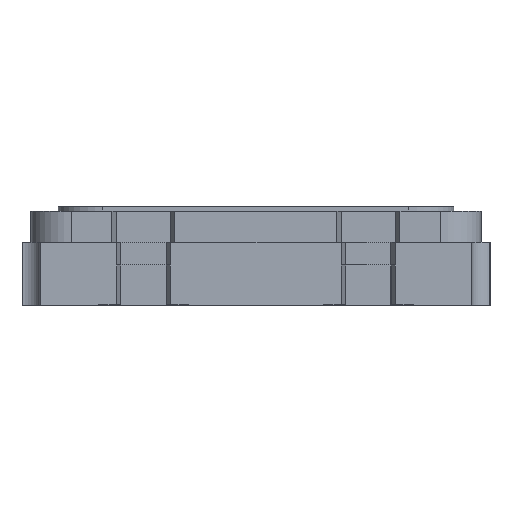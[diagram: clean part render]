
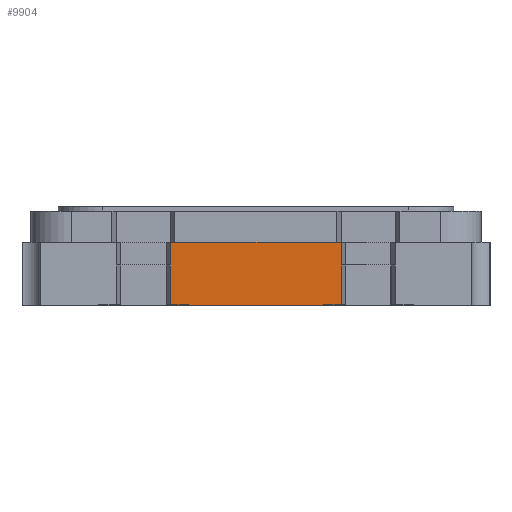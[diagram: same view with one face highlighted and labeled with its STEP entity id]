
A CAD part, left-side view. The second image highlights one B-rep face of the part: STEP entity #9904.
In plain terms, the highlighted planar face has unit normal (-1, 0, 0).
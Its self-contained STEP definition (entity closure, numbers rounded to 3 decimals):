
#48 = CARTESIAN_POINT ( 'NONE',  ( -3.6, 0.95, 0.7 ) ) ;
#371 = ORIENTED_EDGE ( 'NONE', *, *, #6622, .F. ) ;
#848 = CARTESIAN_POINT ( 'NONE',  ( -3.6, -0.949, 0.45 ) ) ;
#865 = VERTEX_POINT ( 'NONE', #11430 ) ;
#906 = EDGE_CURVE ( 'NONE', #865, #9083, #4131, .T. ) ;
#941 = CARTESIAN_POINT ( 'NONE',  ( -3.6, 0.95, 0.7 ) ) ;
#1324 = LINE ( 'NONE', #7006, #10397 ) ;
#1440 = LINE ( 'NONE', #8053, #6191 ) ;
#1466 = DIRECTION ( 'NONE',  ( 0., 0., -1. ) ) ;
#1531 = ORIENTED_EDGE ( 'NONE', *, *, #3169, .F. ) ;
#1597 = VECTOR ( 'NONE', #2671, 1000. ) ;
#1649 = DIRECTION ( 'NONE',  ( 0., 0., 1. ) ) ;
#1693 = EDGE_CURVE ( 'NONE', #2746, #9083, #5240, .T. ) ;
#1713 = ORIENTED_EDGE ( 'NONE', *, *, #906, .F. ) ;
#1725 = VECTOR ( 'NONE', #7104, 1000. ) ;
#1977 = DIRECTION ( 'NONE',  ( 1., 0., 0. ) ) ;
#1992 = CARTESIAN_POINT ( 'NONE',  ( -3.6, -0.75, 0.01 ) ) ;
#1995 = DIRECTION ( 'NONE',  ( 0., 0., 1. ) ) ;
#2120 = CARTESIAN_POINT ( 'NONE',  ( -3.6, 0.75, 0.7 ) ) ;
#2174 = CARTESIAN_POINT ( 'NONE',  ( -3.6, 0.95, 0.45 ) ) ;
#2275 = VERTEX_POINT ( 'NONE', #848 ) ;
#2422 = VECTOR ( 'NONE', #1649, 1000. ) ;
#2671 = DIRECTION ( 'NONE',  ( 0., 1., 0. ) ) ;
#2746 = VERTEX_POINT ( 'NONE', #48 ) ;
#2766 = ORIENTED_EDGE ( 'NONE', *, *, #8056, .F. ) ;
#2784 = CARTESIAN_POINT ( 'NONE',  ( -3.6, -0.95, 0.45 ) ) ;
#2792 = ORIENTED_EDGE ( 'NONE', *, *, #11704, .F. ) ;
#3096 = DIRECTION ( 'NONE',  ( 0., 1., 0. ) ) ;
#3169 = EDGE_CURVE ( 'NONE', #9103, #12162, #5085, .T. ) ;
#3171 = CARTESIAN_POINT ( 'NONE',  ( -3.6, 0.75, 0.01 ) ) ;
#3240 = CARTESIAN_POINT ( 'NONE',  ( -3.6, 0., 0.45 ) ) ;
#3619 = EDGE_CURVE ( 'NONE', #9807, #2275, #4930, .T. ) ;
#3670 = LINE ( 'NONE', #11947, #1597 ) ;
#3772 = LINE ( 'NONE', #6500, #7445 ) ;
#3880 = ORIENTED_EDGE ( 'NONE', *, *, #1693, .T. ) ;
#3966 = CARTESIAN_POINT ( 'NONE',  ( -3.6, 0.95, 0. ) ) ;
#4076 = ORIENTED_EDGE ( 'NONE', *, *, #7198, .T. ) ;
#4131 = LINE ( 'NONE', #7178, #6107 ) ;
#4324 = EDGE_CURVE ( 'NONE', #12048, #9850, #5017, .T. ) ;
#4363 = VERTEX_POINT ( 'NONE', #9621 ) ;
#4474 = LINE ( 'NONE', #8246, #2422 ) ;
#4930 = LINE ( 'NONE', #3240, #6778 ) ;
#5017 = LINE ( 'NONE', #3966, #10541 ) ;
#5085 = LINE ( 'NONE', #9874, #5667 ) ;
#5153 = DIRECTION ( 'NONE',  ( 0., 0., -1. ) ) ;
#5240 = LINE ( 'NONE', #9033, #12206 ) ;
#5253 = EDGE_CURVE ( 'NONE', #4363, #9807, #1324, .T. ) ;
#5275 = DIRECTION ( 'NONE',  ( 0., 0., -1. ) ) ;
#5624 = ORIENTED_EDGE ( 'NONE', *, *, #7019, .F. ) ;
#5667 = VECTOR ( 'NONE', #7182, 1000. ) ;
#5821 = EDGE_LOOP ( 'NONE', ( #7058, #9208, #4076, #3880, #1713, #2766, #1531, #10653, #7553, #371, #5624, #2792 ) ) ;
#6049 = CARTESIAN_POINT ( 'NONE',  ( -3.6, 0.949, 0.01 ) ) ;
#6107 = VECTOR ( 'NONE', #11855, 1000. ) ;
#6191 = VECTOR ( 'NONE', #11922, 1000. ) ;
#6500 = CARTESIAN_POINT ( 'NONE',  ( -3.6, -0.949, 0.7 ) ) ;
#6622 = EDGE_CURVE ( 'NONE', #6742, #12048, #9042, .T. ) ;
#6742 = VERTEX_POINT ( 'NONE', #1992 ) ;
#6778 = VECTOR ( 'NONE', #9714, 1000. ) ;
#7006 = CARTESIAN_POINT ( 'NONE',  ( -3.6, -0.95, 0.7 ) ) ;
#7019 = EDGE_CURVE ( 'NONE', #9087, #6742, #3670, .T. ) ;
#7058 = ORIENTED_EDGE ( 'NONE', *, *, #3619, .F. ) ;
#7104 = DIRECTION ( 'NONE',  ( 0., 0., -1. ) ) ;
#7178 = CARTESIAN_POINT ( 'NONE',  ( -3.6, 0., 0.45 ) ) ;
#7182 = DIRECTION ( 'NONE',  ( 0., 1., 0. ) ) ;
#7198 = EDGE_CURVE ( 'NONE', #4363, #2746, #1440, .T. ) ;
#7445 = VECTOR ( 'NONE', #11368, 1000. ) ;
#7518 = AXIS2_PLACEMENT_3D ( 'NONE', #941, #1977, #5275 ) ;
#7553 = ORIENTED_EDGE ( 'NONE', *, *, #4324, .F. ) ;
#7621 = EDGE_CURVE ( 'NONE', #9850, #9103, #7843, .T. ) ;
#7843 = LINE ( 'NONE', #2120, #11588 ) ;
#8053 = CARTESIAN_POINT ( 'NONE',  ( -3.6, -2.6, 0.7 ) ) ;
#8056 = EDGE_CURVE ( 'NONE', #12162, #865, #4474, .T. ) ;
#8088 = CARTESIAN_POINT ( 'NONE',  ( -3.6, -0.75, 0.45 ) ) ;
#8246 = CARTESIAN_POINT ( 'NONE',  ( -3.6, 0.949, 0.7 ) ) ;
#8848 = CARTESIAN_POINT ( 'NONE',  ( -3.6, -0.75, 0. ) ) ;
#8957 = CARTESIAN_POINT ( 'NONE',  ( -3.6, -0.949, 0.01 ) ) ;
#9033 = CARTESIAN_POINT ( 'NONE',  ( -3.6, 0.95, 0.7 ) ) ;
#9042 = LINE ( 'NONE', #8088, #1725 ) ;
#9083 = VERTEX_POINT ( 'NONE', #2174 ) ;
#9087 = VERTEX_POINT ( 'NONE', #8957 ) ;
#9103 = VERTEX_POINT ( 'NONE', #3171 ) ;
#9208 = ORIENTED_EDGE ( 'NONE', *, *, #5253, .F. ) ;
#9445 = FACE_OUTER_BOUND ( 'NONE', #5821, .T. ) ;
#9506 = PLANE ( 'NONE',  #7518 ) ;
#9621 = CARTESIAN_POINT ( 'NONE',  ( -3.6, -0.95, 0.7 ) ) ;
#9714 = DIRECTION ( 'NONE',  ( 0., 1., 0. ) ) ;
#9807 = VERTEX_POINT ( 'NONE', #2784 ) ;
#9850 = VERTEX_POINT ( 'NONE', #10372 ) ;
#9874 = CARTESIAN_POINT ( 'NONE',  ( -3.6, 0.95, 0.01 ) ) ;
#9904 = ADVANCED_FACE ( 'NONE', ( #9445 ), #9506, .F. ) ;
#10372 = CARTESIAN_POINT ( 'NONE',  ( -3.6, 0.75, 0. ) ) ;
#10397 = VECTOR ( 'NONE', #5153, 1000. ) ;
#10541 = VECTOR ( 'NONE', #3096, 1000. ) ;
#10653 = ORIENTED_EDGE ( 'NONE', *, *, #7621, .F. ) ;
#11368 = DIRECTION ( 'NONE',  ( 0., 0., -1. ) ) ;
#11430 = CARTESIAN_POINT ( 'NONE',  ( -3.6, 0.949, 0.45 ) ) ;
#11588 = VECTOR ( 'NONE', #1995, 1000. ) ;
#11704 = EDGE_CURVE ( 'NONE', #2275, #9087, #3772, .T. ) ;
#11855 = DIRECTION ( 'NONE',  ( 0., 1., 0. ) ) ;
#11922 = DIRECTION ( 'NONE',  ( 0., 1., 0. ) ) ;
#11947 = CARTESIAN_POINT ( 'NONE',  ( -3.6, 0.95, 0.01 ) ) ;
#12048 = VERTEX_POINT ( 'NONE', #8848 ) ;
#12162 = VERTEX_POINT ( 'NONE', #6049 ) ;
#12206 = VECTOR ( 'NONE', #1466, 1000. ) ;
